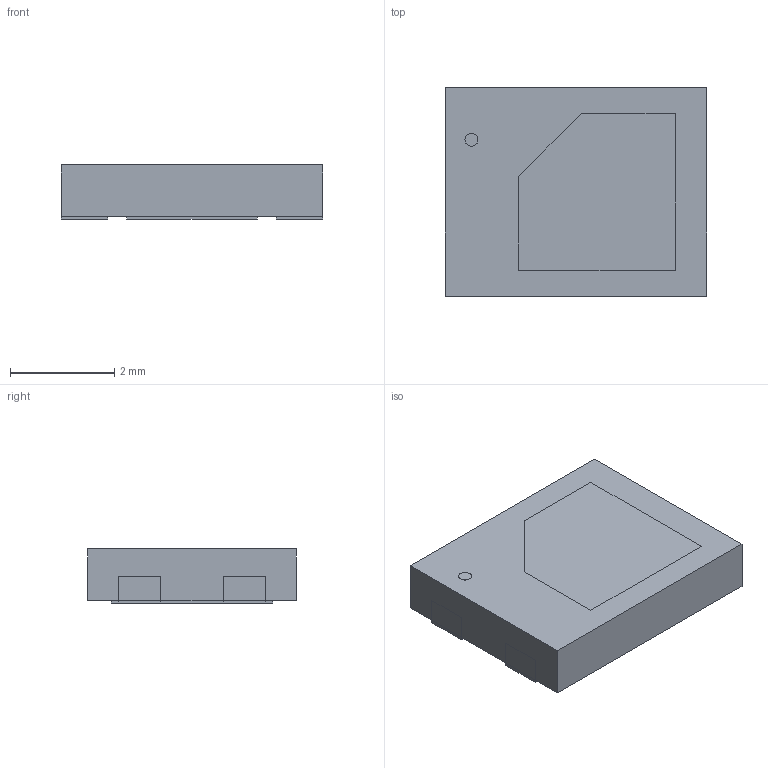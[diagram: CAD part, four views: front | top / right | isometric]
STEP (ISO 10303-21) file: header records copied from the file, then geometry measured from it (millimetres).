
FILE_DESCRIPTION (( 'STEP AP214' ), '1' );
FILE_NAME ('VEMD5060X01.STEP', '2025-01-03T01:37:53', ( '' ), ( '' ), 'SwSTEP 2.0', 'SolidWorks 2022', '' );
FILE_SCHEMA (( 'AUTOMOTIVE_DESIGN' ));
Length unit declared in the file: millimetre
Products named in the file (1): VEMD5060X01
Bounding box: 5 x 3.99 x 1.04 mm (x, y, z)
Volume: 20.3 mm3; surface area: 104.4 mm2
Topology: 8 solids, 8 shells, 57 faces, 120 edges, 80 vertices
Faces by surface type: plane 55, cylinder 2
Entity records: 1655 total; most frequent: CARTESIAN_POINT 438, ORIENTED_EDGE 240, DIRECTION 180, EDGE_CURVE 120, VERTEX_POINT 80, AXIS2_PLACEMENT_3D 62, B_SPLINE_CURVE_WITH_KNOTS 60, EDGE_LOOP 58
